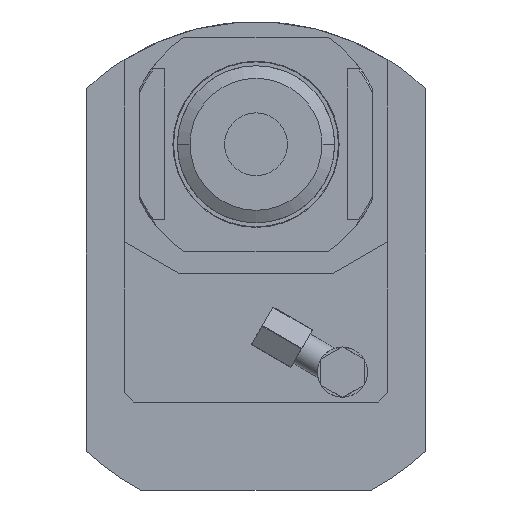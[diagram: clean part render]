
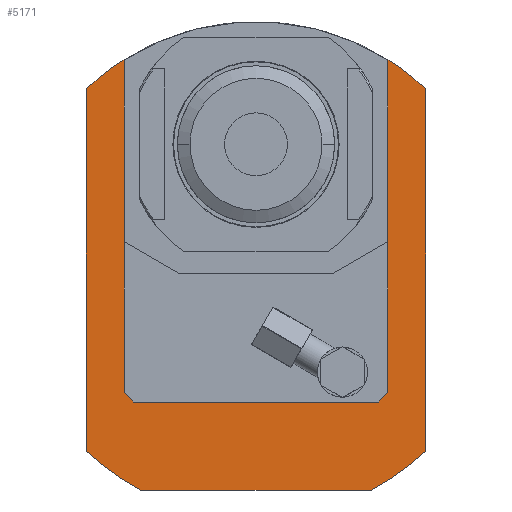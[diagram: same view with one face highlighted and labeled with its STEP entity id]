
A CAD part, left-side view. The second image highlights one B-rep face of the part: STEP entity #5171.
In plain terms, the highlighted planar face has unit normal (-1, 0, 0).
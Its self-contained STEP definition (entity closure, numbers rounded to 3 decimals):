
#476=DIRECTION('',(0.,1.,0.));
#477=VECTOR('',#476,78.);
#478=CARTESIAN_POINT('',(-20.,-39.,-37.));
#479=LINE('',#478,#477);
#480=DIRECTION('',(0.,0.707,-0.707));
#481=VECTOR('',#480,4.243);
#482=CARTESIAN_POINT('',(-20.,-42.,-34.));
#483=LINE('',#482,#481);
#484=DIRECTION('',(0.,0.,-1.));
#485=VECTOR('',#484,71.502);
#486=CARTESIAN_POINT('',(-20.,-42.,37.502));
#487=LINE('',#486,#485);
#488=CARTESIAN_POINT('',(-20.,-42.2,47.));
#489=DIRECTION('',(-1.,0.,0.));
#490=DIRECTION('',(0.,0.021,1.));
#491=AXIS2_PLACEMENT_3D('',#488,#489,#490);
#493=DIRECTION('',(0.,0.,-1.));
#494=VECTOR('',#493,15.412);
#495=CARTESIAN_POINT('',(-20.,-42.,71.91));
#496=LINE('',#495,#494);
#497=CARTESIAN_POINT('',(-20.,0.,5.));
#498=DIRECTION('',(1.,0.,0.));
#499=DIRECTION('',(0.,-0.532,0.847));
#500=AXIS2_PLACEMENT_3D('',#497,#498,#499);
#502=DIRECTION('',(0.,0.,-1.));
#503=VECTOR('',#502,115.326);
#504=CARTESIAN_POINT('',(-20.,-54.,62.663));
#505=LINE('',#504,#503);
#506=CARTESIAN_POINT('',(-20.,0.,5.));
#507=DIRECTION('',(1.,0.,0.));
#508=DIRECTION('',(0.,-0.684,-0.73));
#509=AXIS2_PLACEMENT_3D('',#506,#507,#508);
#511=DIRECTION('',(0.,1.,0.));
#512=VECTOR('',#511,73.239);
#513=CARTESIAN_POINT('',(-20.,-36.62,-65.));
#514=LINE('',#513,#512);
#515=CARTESIAN_POINT('',(-20.,0.,5.));
#516=DIRECTION('',(1.,0.,0.));
#517=DIRECTION('',(0.,0.464,-0.886));
#518=AXIS2_PLACEMENT_3D('',#515,#516,#517);
#520=DIRECTION('',(0.,0.,1.));
#521=VECTOR('',#520,115.326);
#522=CARTESIAN_POINT('',(-20.,54.,-52.663));
#523=LINE('',#522,#521);
#524=CARTESIAN_POINT('',(-20.,0.,5.));
#525=DIRECTION('',(1.,0.,0.));
#526=DIRECTION('',(0.,0.684,0.73));
#527=AXIS2_PLACEMENT_3D('',#524,#525,#526);
#529=DIRECTION('',(0.,0.,1.));
#530=VECTOR('',#529,15.412);
#531=CARTESIAN_POINT('',(-20.,42.,56.498));
#532=LINE('',#531,#530);
#533=CARTESIAN_POINT('',(-20.,42.2,47.));
#534=DIRECTION('',(1.,0.,0.));
#535=DIRECTION('',(0.,-0.021,1.));
#536=AXIS2_PLACEMENT_3D('',#533,#534,#535);
#538=DIRECTION('',(0.,0.,1.));
#539=VECTOR('',#538,71.502);
#540=CARTESIAN_POINT('',(-20.,42.,-34.));
#541=LINE('',#540,#539);
#542=DIRECTION('',(0.,0.707,0.707));
#543=VECTOR('',#542,4.243);
#544=CARTESIAN_POINT('',(-20.,39.,-37.));
#545=LINE('',#544,#543);
#3553=CARTESIAN_POINT('',(-20.,36.62,-65.));
#3554=CARTESIAN_POINT('',(-20.,54.,-52.663));
#3555=VERTEX_POINT('',#3553);
#3556=VERTEX_POINT('',#3554);
#3557=CARTESIAN_POINT('',(-20.,54.,62.663));
#3558=VERTEX_POINT('',#3557);
#3559=CARTESIAN_POINT('',(-20.,-54.,62.663));
#3560=CARTESIAN_POINT('',(-20.,-54.,-52.663));
#3561=VERTEX_POINT('',#3559);
#3562=VERTEX_POINT('',#3560);
#3563=CARTESIAN_POINT('',(-20.,-36.62,-65.));
#3564=VERTEX_POINT('',#3563);
#3835=CARTESIAN_POINT('',(-20.,-39.,-37.));
#3836=CARTESIAN_POINT('',(-20.,39.,-37.));
#3837=VERTEX_POINT('',#3835);
#3838=VERTEX_POINT('',#3836);
#3839=CARTESIAN_POINT('',(-20.,-42.,71.91));
#3840=CARTESIAN_POINT('',(-20.,-42.,56.498));
#3841=VERTEX_POINT('',#3839);
#3842=VERTEX_POINT('',#3840);
#3843=CARTESIAN_POINT('',(-20.,-42.,37.502));
#3844=CARTESIAN_POINT('',(-20.,-42.,-34.));
#3845=VERTEX_POINT('',#3843);
#3846=VERTEX_POINT('',#3844);
#3847=CARTESIAN_POINT('',(-20.,42.,-34.));
#3848=VERTEX_POINT('',#3847);
#3849=CARTESIAN_POINT('',(-20.,42.,37.502));
#3850=VERTEX_POINT('',#3849);
#3851=CARTESIAN_POINT('',(-20.,42.,56.498));
#3852=CARTESIAN_POINT('',(-20.,42.,71.91));
#3853=VERTEX_POINT('',#3851);
#3854=VERTEX_POINT('',#3852);
#5134=CARTESIAN_POINT('',(-20.,0.,0.));
#5135=DIRECTION('',(-1.,0.,0.));
#5136=DIRECTION('',(0.,0.,1.));
#5137=AXIS2_PLACEMENT_3D('',#5134,#5135,#5136);
#5138=PLANE('',#5137);
#5140=ORIENTED_EDGE('',*,*,#5139,.F.);
#5142=ORIENTED_EDGE('',*,*,#5141,.F.);
#5144=ORIENTED_EDGE('',*,*,#5143,.F.);
#5146=ORIENTED_EDGE('',*,*,#5145,.F.);
#5148=ORIENTED_EDGE('',*,*,#5147,.F.);
#5149=ORIENTED_EDGE('',*,*,#5112,.T.);
#5151=ORIENTED_EDGE('',*,*,#5150,.T.);
#5153=ORIENTED_EDGE('',*,*,#5152,.T.);
#5155=ORIENTED_EDGE('',*,*,#5154,.T.);
#5157=ORIENTED_EDGE('',*,*,#5156,.T.);
#5159=ORIENTED_EDGE('',*,*,#5158,.T.);
#5160=ORIENTED_EDGE('',*,*,#5120,.T.);
#5162=ORIENTED_EDGE('',*,*,#5161,.F.);
#5164=ORIENTED_EDGE('',*,*,#5163,.T.);
#5166=ORIENTED_EDGE('',*,*,#5165,.F.);
#5168=ORIENTED_EDGE('',*,*,#5167,.F.);
#5169=EDGE_LOOP('',(#5140,#5142,#5144,#5146,#5148,#5149,#5151,#5153,#5155,#5157,
#5159,#5160,#5162,#5164,#5166,#5168));
#5170=FACE_OUTER_BOUND('',#5169,.F.);
#5171=ADVANCED_FACE('',(#5170),#5138,.T.);
#492=CIRCLE('',#491,9.5);
#501=CIRCLE('',#500,79.);
#510=CIRCLE('',#509,79.);
#519=CIRCLE('',#518,79.);
#528=CIRCLE('',#527,79.);
#537=CIRCLE('',#536,9.5);
#5112=EDGE_CURVE('',#3841,#3561,#501,.T.);
#5120=EDGE_CURVE('',#3558,#3854,#528,.T.);
#5139=EDGE_CURVE('',#3837,#3838,#479,.T.);
#5141=EDGE_CURVE('',#3846,#3837,#483,.T.);
#5143=EDGE_CURVE('',#3845,#3846,#487,.T.);
#5145=EDGE_CURVE('',#3842,#3845,#492,.T.);
#5147=EDGE_CURVE('',#3841,#3842,#496,.T.);
#5150=EDGE_CURVE('',#3561,#3562,#505,.T.);
#5152=EDGE_CURVE('',#3562,#3564,#510,.T.);
#5154=EDGE_CURVE('',#3564,#3555,#514,.T.);
#5156=EDGE_CURVE('',#3555,#3556,#519,.T.);
#5158=EDGE_CURVE('',#3556,#3558,#523,.T.);
#5161=EDGE_CURVE('',#3853,#3854,#532,.T.);
#5163=EDGE_CURVE('',#3853,#3850,#537,.T.);
#5165=EDGE_CURVE('',#3848,#3850,#541,.T.);
#5167=EDGE_CURVE('',#3838,#3848,#545,.T.);
